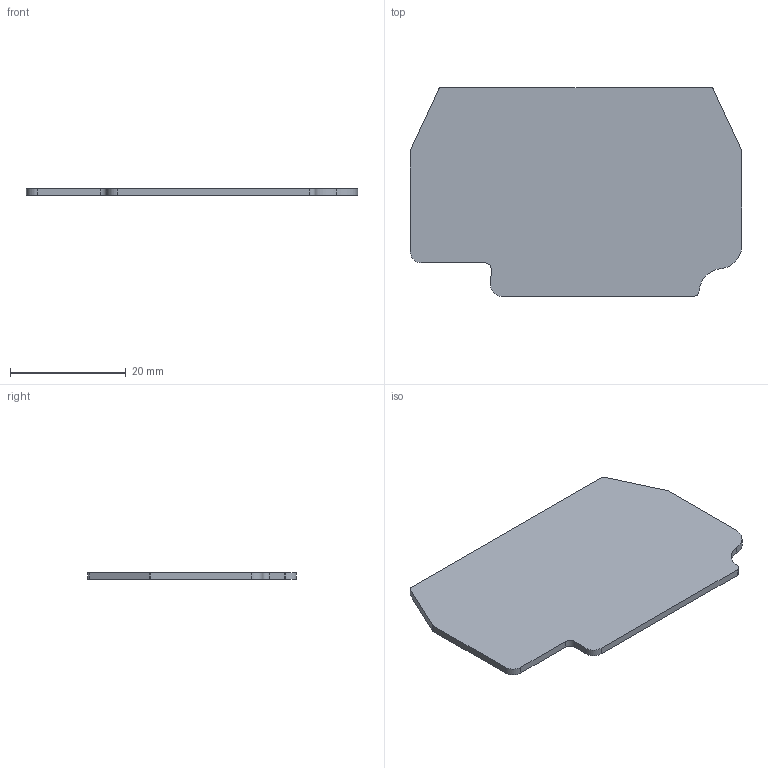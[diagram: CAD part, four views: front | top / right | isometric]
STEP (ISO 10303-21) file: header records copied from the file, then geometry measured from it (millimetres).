
FILE_DESCRIPTION (( 'STEP AP214' ), '1' );
FILE_NAME ('450339_NPP_AVK 4A_Beige.STP', '2014-01-17T14:28:32', ( 'arge' ), ( 'Microsoft' ), 'SwSTEP 2.0', 'SolidWorks 2013', '' );
FILE_SCHEMA (( 'AUTOMOTIVE_DESIGN' ));
Length unit declared in the file: millimetre
Products named in the file (1): 450339_NPP_AVK 4A_Beige
Bounding box: 57.3 x 36.09 x 1.2 mm (x, y, z)
Volume: 2276.4 mm3; surface area: 4001.5 mm2
Topology: 1 solids, 1 shells, 26 faces, 72 edges, 48 vertices
Faces by surface type: cylinder 13, plane 13
Entity records: 876 total; most frequent: DIRECTION 152, CARTESIAN_POINT 147, ORIENTED_EDGE 144, EDGE_CURVE 72, AXIS2_PLACEMENT_3D 53, VERTEX_POINT 48, LINE 46, VECTOR 46
